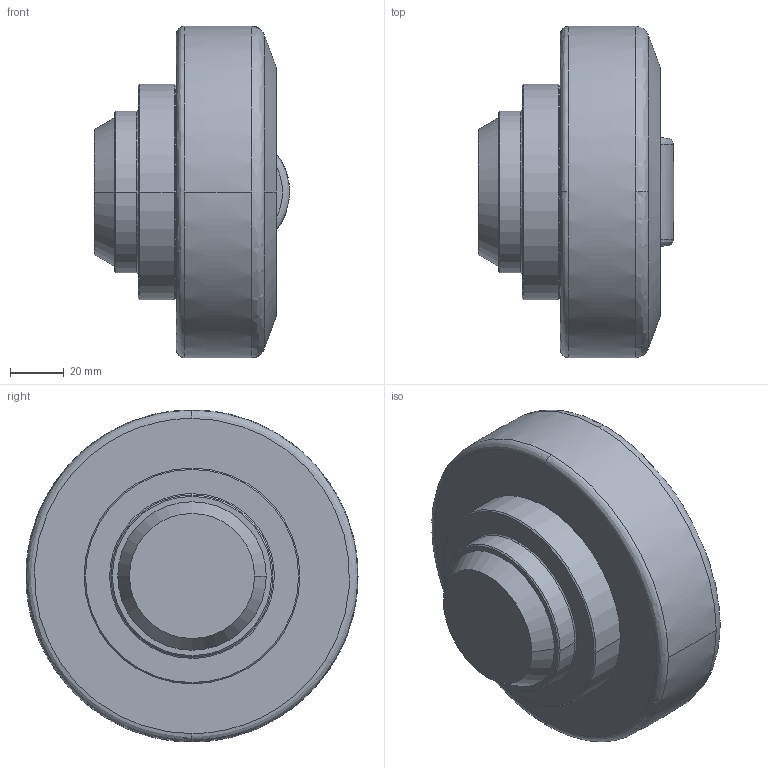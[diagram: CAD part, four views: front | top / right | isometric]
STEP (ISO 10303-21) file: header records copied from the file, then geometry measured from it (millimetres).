
FILE_DESCRIPTION (( 'STEP AP214' ), '1' );
FILE_NAME ('TR-120.0200-Rollco.step', '2023-04-28T07:33:51', ( '' ), ( '' ), 'SwSTEP 2.0', 'SolidWorks 2010', '' );
FILE_SCHEMA (( 'AUTOMOTIVE_DESIGN' ));
Length unit declared in the file: millimetre
Products named in the file (1): TR-120.0200-Rollco
Bounding box: 72.38 x 123 x 122.97 mm (x, y, z)
Volume: 536884.5 mm3; surface area: 43622.3 mm2
Topology: 1 solids, 1 shells, 44 faces, 103 edges, 67 vertices
Faces by surface type: cone 12, bspline 10, plane 9, cylinder 9, torus 4
Entity records: 2048 total; most frequent: CARTESIAN_POINT 1025, DIRECTION 209, ORIENTED_EDGE 206, EDGE_CURVE 103, AXIS2_PLACEMENT_3D 93, VERTEX_POINT 67, CIRCLE 58, EDGE_LOOP 50
